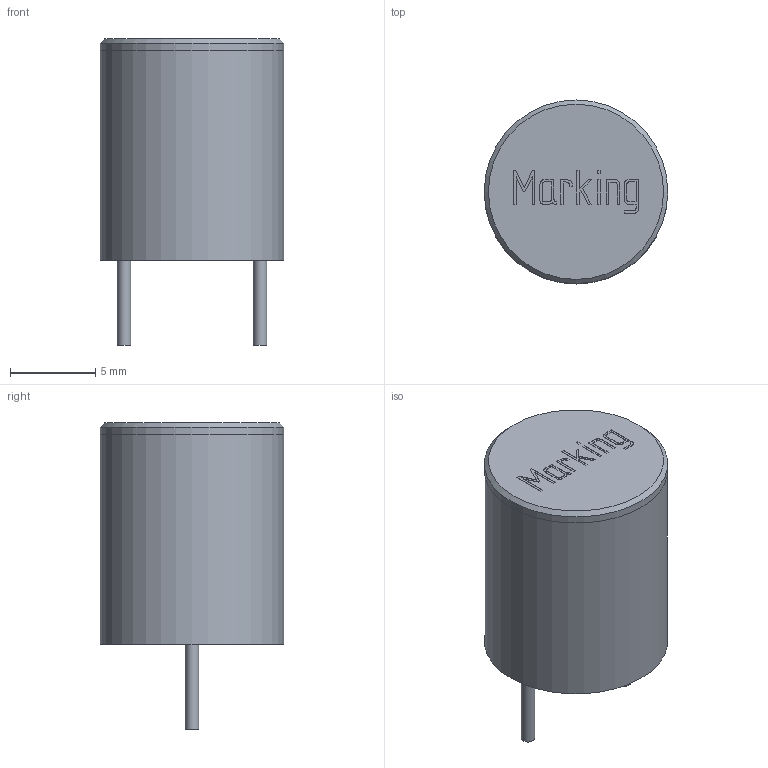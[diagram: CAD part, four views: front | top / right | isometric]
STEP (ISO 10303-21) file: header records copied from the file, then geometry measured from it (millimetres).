
FILE_DESCRIPTION(('Open CASCADE Model'),'2;1');
FILE_NAME('Open CASCADE Shape Model','2016-07-01T12:55:52',('Author'),( 'Open CASCADE'),'Open CASCADE STEP processor 6.8','Open CASCADE 6.8' ,'Unknown');
FILE_SCHEMA(('AUTOMOTIVE_DESIGN { 1 0 10303 214 1 1 1 1 }'));
Length unit declared in the file: millimetre
Products named in the file (7): PCB; 744750340xxx_Pin_0,8mm.stp; Core; Cable; Top; Button; Jacket
Assembly tree (6 placements, depth 3):
  PCB
    744750340xxx_Pin_0,8mm.stp
      Core
      Cable
      Top
      Button
      Jacket
Bounding box: 10.8 x 10.8 x 18 mm (x, y, z)
Volume: 1169.1 mm3; surface area: 2140.8 mm2
Topology: 5 solids, 5 shells, 124 faces, 286 edges, 186 vertices
Faces by surface type: plane 81, cylinder 18, extrusion 14, cone 11
Full cylindrical faces by diameter (mm): 0.8 x2, 4.5 x2, 9.8 x4, 10.8 x2
Entity records: 12040 total; most frequent: CARTESIAN_POINT 6088, DIRECTION 633, ORIENTED_EDGE 572, PCURVE 572, DEFINITIONAL_REPRESENTATION 572, B_SPLINE_CURVE_WITH_KNOTS 525, EDGE_CURVE 286, VECTOR 277
